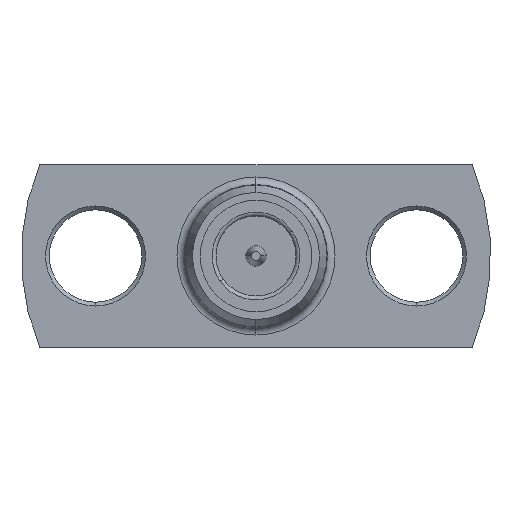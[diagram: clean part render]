
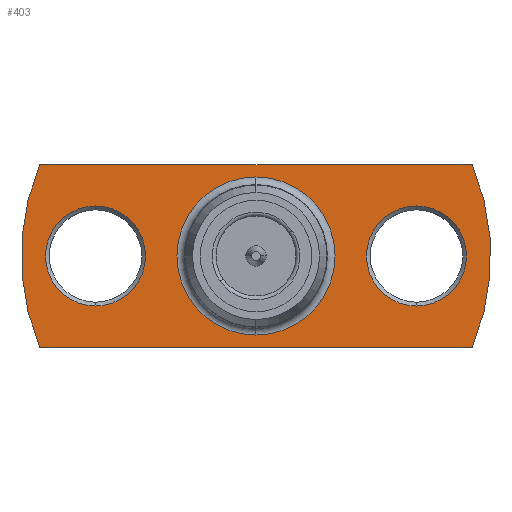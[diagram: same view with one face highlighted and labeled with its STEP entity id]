
A CAD part, left-side view. The second image highlights one B-rep face of the part: STEP entity #403.
In plain terms, the highlighted planar face has unit normal (-1, 0, 0).
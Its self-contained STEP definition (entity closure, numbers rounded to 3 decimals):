
#4 = CARTESIAN_POINT ( 'NONE',  ( 7.8, -4.17, 0. ) ) ;
#45 = DIRECTION ( 'NONE',  ( 0., 0., -1. ) ) ;
#60 = VECTOR ( 'NONE', #112, 1000. ) ;
#71 = DIRECTION ( 'NONE',  ( 1., 0., 0. ) ) ;
#112 = DIRECTION ( 'NONE',  ( 0., -1., 0. ) ) ;
#118 = AXIS2_PLACEMENT_3D ( 'NONE', #1749, #71, #45 ) ;
#131 = DIRECTION ( 'NONE',  ( 0., 0., -1. ) ) ;
#137 = CARTESIAN_POINT ( 'NONE',  ( 7.8, 4.17, 1.3 ) ) ;
#140 = ORIENTED_EDGE ( 'NONE', *, *, #2520, .T. ) ;
#154 = AXIS2_PLACEMENT_3D ( 'NONE', #1906, #1783, #1774 ) ;
#177 = EDGE_CURVE ( 'NONE', #2059, #1945, #3003, .T. ) ;
#245 = CARTESIAN_POINT ( 'NONE',  ( 7.8, 0., 0. ) ) ;
#348 = LINE ( 'NONE', #1512, #2505 ) ;
#403 = ADVANCED_FACE ( 'NONE', ( #1878, #1226, #1787, #575 ), #1777, .F. ) ;
#428 = AXIS2_PLACEMENT_3D ( 'NONE', #1662, #1594, #1418 ) ;
#503 = DIRECTION ( 'NONE',  ( 1., 0., 0. ) ) ;
#539 = CARTESIAN_POINT ( 'NONE',  ( 7.8, 0., 0. ) ) ;
#554 = ORIENTED_EDGE ( 'NONE', *, *, #740, .T. ) ;
#575 = FACE_OUTER_BOUND ( 'NONE', #1132, .T. ) ;
#579 = DIRECTION ( 'NONE',  ( 1., 0., 0. ) ) ;
#603 = CARTESIAN_POINT ( 'NONE',  ( 7.8, 1.855, -2.375 ) ) ;
#608 = ORIENTED_EDGE ( 'NONE', *, *, #2088, .T. ) ;
#634 = DIRECTION ( 'NONE',  ( 0., 0., -1. ) ) ;
#644 = CARTESIAN_POINT ( 'NONE',  ( 7.8, 0., 2.055 ) ) ;
#663 = ORIENTED_EDGE ( 'NONE', *, *, #923, .T. ) ;
#693 = EDGE_CURVE ( 'NONE', #1921, #2887, #2719, .T. ) ;
#698 = CIRCLE ( 'NONE', #428, 6.1 ) ;
#712 = DIRECTION ( 'NONE',  ( 0., 0., -1. ) ) ;
#726 = EDGE_LOOP ( 'NONE', ( #2063, #554 ) ) ;
#740 = EDGE_CURVE ( 'NONE', #1341, #2383, #2940, .T. ) ;
#741 = DIRECTION ( 'NONE',  ( 0., 0., -1. ) ) ;
#809 = AXIS2_PLACEMENT_3D ( 'NONE', #245, #1533, #741 ) ;
#820 = DIRECTION ( 'NONE',  ( 0., 0., -1. ) ) ;
#828 = VERTEX_POINT ( 'NONE', #1441 ) ;
#923 = EDGE_CURVE ( 'NONE', #2134, #2497, #348, .T. ) ;
#966 = CARTESIAN_POINT ( 'NONE',  ( 7.8, -4.17, -1.3 ) ) ;
#1000 = DIRECTION ( 'NONE',  ( 1., 0., 0. ) ) ;
#1036 = DIRECTION ( 'NONE',  ( 0., 0., 1. ) ) ;
#1043 = AXIS2_PLACEMENT_3D ( 'NONE', #539, #1000, #131 ) ;
#1132 = EDGE_LOOP ( 'NONE', ( #608, #663, #2591, #140 ) ) ;
#1210 = CIRCLE ( 'NONE', #2424, 1.3 ) ;
#1226 = FACE_BOUND ( 'NONE', #2761, .T. ) ;
#1296 = AXIS2_PLACEMENT_3D ( 'NONE', #4, #503, #712 ) ;
#1335 = CARTESIAN_POINT ( 'NONE',  ( 7.8, 5.619, 2.375 ) ) ;
#1341 = VERTEX_POINT ( 'NONE', #2866 ) ;
#1364 = LINE ( 'NONE', #603, #60 ) ;
#1418 = DIRECTION ( 'NONE',  ( 0., 0., 1. ) ) ;
#1441 = CARTESIAN_POINT ( 'NONE',  ( 7.8, -5.619, -2.375 ) ) ;
#1512 = CARTESIAN_POINT ( 'NONE',  ( 7.8, 1.855, 2.375 ) ) ;
#1533 = DIRECTION ( 'NONE',  ( 1., 0., 0. ) ) ;
#1565 = ORIENTED_EDGE ( 'NONE', *, *, #177, .T. ) ;
#1594 = DIRECTION ( 'NONE',  ( -1., 0., 0. ) ) ;
#1654 = CARTESIAN_POINT ( 'NONE',  ( 7.8, 0., -2.055 ) ) ;
#1658 = CARTESIAN_POINT ( 'NONE',  ( 7.8, -4.17, 1.3 ) ) ;
#1662 = CARTESIAN_POINT ( 'NONE',  ( 7.8, 0., 0. ) ) ;
#1746 = CARTESIAN_POINT ( 'NONE',  ( 7.8, -5.619, 2.375 ) ) ;
#1749 = CARTESIAN_POINT ( 'NONE',  ( 7.8, 1.855, 0. ) ) ;
#1768 = EDGE_CURVE ( 'NONE', #2497, #2816, #698, .T. ) ;
#1774 = DIRECTION ( 'NONE',  ( 0., 0., -1. ) ) ;
#1777 = PLANE ( 'NONE',  #118 ) ;
#1783 = DIRECTION ( 'NONE',  ( 1., 0., 0. ) ) ;
#1787 = FACE_BOUND ( 'NONE', #726, .T. ) ;
#1876 = DIRECTION ( 'NONE',  ( 0., 1., 0. ) ) ;
#1878 = FACE_BOUND ( 'NONE', #2279, .T. ) ;
#1882 = ORIENTED_EDGE ( 'NONE', *, *, #2697, .T. ) ;
#1906 = CARTESIAN_POINT ( 'NONE',  ( 7.8, 4.17, 0. ) ) ;
#1921 = VERTEX_POINT ( 'NONE', #1658 ) ;
#1930 = AXIS2_PLACEMENT_3D ( 'NONE', #2286, #2004, #820 ) ;
#1945 = VERTEX_POINT ( 'NONE', #1654 ) ;
#1995 = ORIENTED_EDGE ( 'NONE', *, *, #2545, .T. ) ;
#1996 = CARTESIAN_POINT ( 'NONE',  ( 7.8, 5.619, -2.375 ) ) ;
#2004 = DIRECTION ( 'NONE',  ( 1., 0., 0. ) ) ;
#2059 = VERTEX_POINT ( 'NONE', #644 ) ;
#2063 = ORIENTED_EDGE ( 'NONE', *, *, #2951, .T. ) ;
#2088 = EDGE_CURVE ( 'NONE', #828, #2134, #2839, .T. ) ;
#2134 = VERTEX_POINT ( 'NONE', #1746 ) ;
#2136 = ORIENTED_EDGE ( 'NONE', *, *, #693, .T. ) ;
#2256 = CIRCLE ( 'NONE', #1930, 1.3 ) ;
#2279 = EDGE_LOOP ( 'NONE', ( #1882, #1565 ) ) ;
#2286 = CARTESIAN_POINT ( 'NONE',  ( 7.8, -4.17, 0. ) ) ;
#2383 = VERTEX_POINT ( 'NONE', #137 ) ;
#2424 = AXIS2_PLACEMENT_3D ( 'NONE', #3062, #579, #634 ) ;
#2497 = VERTEX_POINT ( 'NONE', #1335 ) ;
#2505 = VECTOR ( 'NONE', #1876, 1000. ) ;
#2520 = EDGE_CURVE ( 'NONE', #2816, #828, #1364, .T. ) ;
#2545 = EDGE_CURVE ( 'NONE', #2887, #1921, #2256, .T. ) ;
#2591 = ORIENTED_EDGE ( 'NONE', *, *, #1768, .T. ) ;
#2697 = EDGE_CURVE ( 'NONE', #1945, #2059, #3009, .T. ) ;
#2719 = CIRCLE ( 'NONE', #1296, 1.3 ) ;
#2761 = EDGE_LOOP ( 'NONE', ( #2136, #1995 ) ) ;
#2816 = VERTEX_POINT ( 'NONE', #1996 ) ;
#2839 = CIRCLE ( 'NONE', #2902, 6.1 ) ;
#2866 = CARTESIAN_POINT ( 'NONE',  ( 7.8, 4.17, -1.3 ) ) ;
#2887 = VERTEX_POINT ( 'NONE', #966 ) ;
#2902 = AXIS2_PLACEMENT_3D ( 'NONE', #3068, #3089, #1036 ) ;
#2940 = CIRCLE ( 'NONE', #154, 1.3 ) ;
#2951 = EDGE_CURVE ( 'NONE', #2383, #1341, #1210, .T. ) ;
#3003 = CIRCLE ( 'NONE', #1043, 2.055 ) ;
#3009 = CIRCLE ( 'NONE', #809, 2.055 ) ;
#3062 = CARTESIAN_POINT ( 'NONE',  ( 7.8, 4.17, 0. ) ) ;
#3068 = CARTESIAN_POINT ( 'NONE',  ( 7.8, 0., 0. ) ) ;
#3089 = DIRECTION ( 'NONE',  ( -1., 0., 0. ) ) ;
